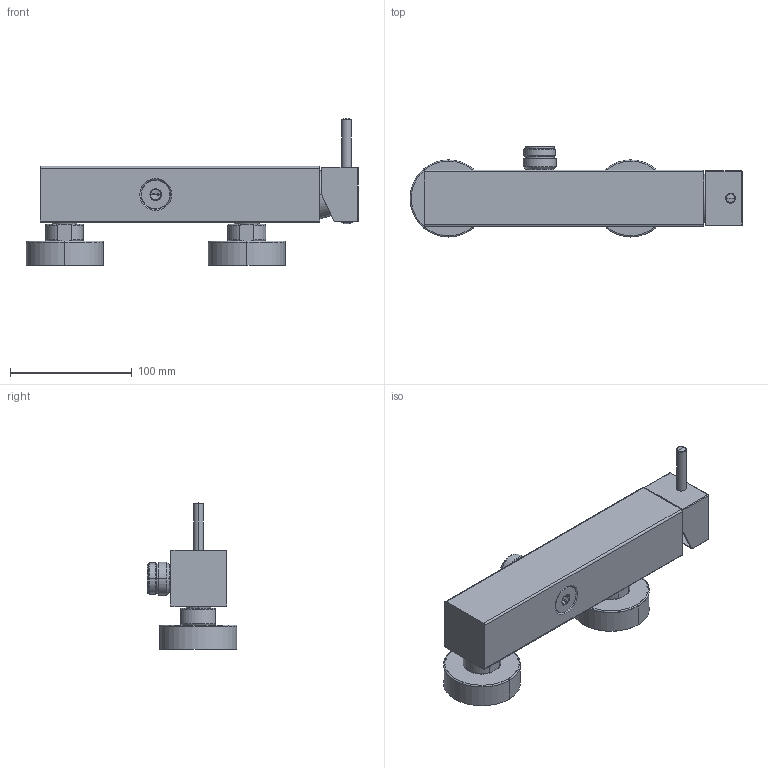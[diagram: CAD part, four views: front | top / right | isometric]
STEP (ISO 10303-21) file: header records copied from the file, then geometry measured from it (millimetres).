
FILE_DESCRIPTION((''),'2;1');
FILE_NAME('LEA168RCR','2021-11-03T11:45:14',('ut3'),('PAFFONI SpA'),'CREO PARAMETRIC BY PTC INC, 2020044','CREO PARAMETRIC BY PTC INC, 2020044','');
FILE_SCHEMA(('CONFIG_CONTROL_DESIGN','SHAPE_APPEARANCE_LAYERS_GROUPS'));
Products named in the file (1): LEA168RCR
Bounding box: 273.25 x 74 x 120.75 mm (x, y, z)
Volume: 258898.2 mm3; surface area: 171831.5 mm2
Topology: 1 solids, 1 shells, 1586 faces, 4090 edges, 2550 vertices
Faces by surface type: plane 788, cylinder 469, torus 147, cone 89, sphere 69, bspline 24
Entity records: 64570 total; most frequent: CARTESIAN_POINT 14362, DIRECTION 8155, ORIENTED_EDGE 8144, EDGE_CURVE 4072, AXIS2_PLACEMENT_3D 3001, VERTEX_POINT 2550, VECTOR 2153, LINE 2153
